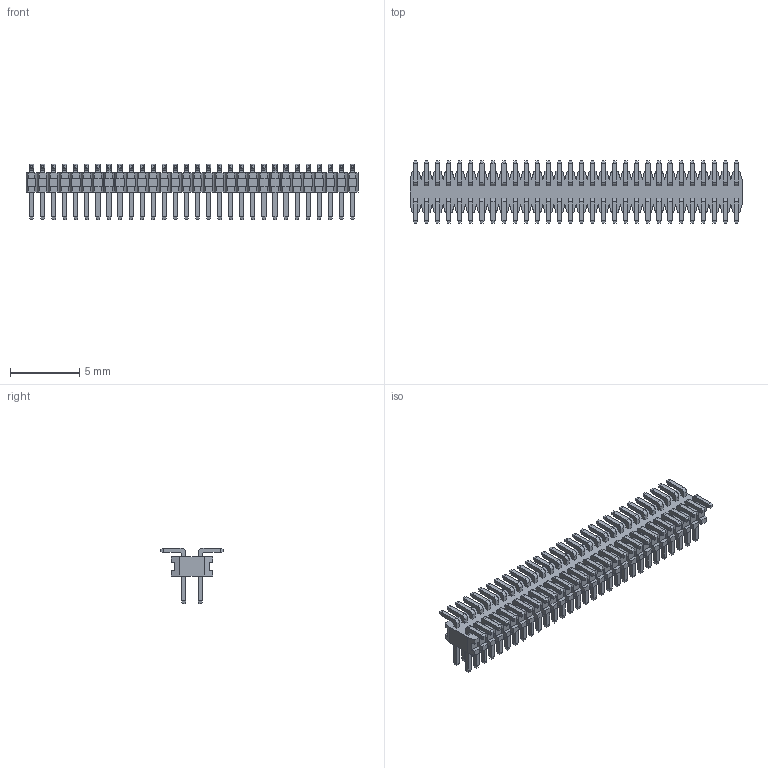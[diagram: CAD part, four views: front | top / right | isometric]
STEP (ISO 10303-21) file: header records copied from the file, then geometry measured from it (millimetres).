
FILE_DESCRIPTION((''),'2;1');
FILE_NAME('FPH08002-D28S1014030105M','2024-03-25T',('工程三'),(''),'PRO/ENGINEER BY PARAMETRIC TECHNOLOGY CORPORATION, 2010280','PRO/ENGINEER BY PARAMETRIC TECHNOLOGY CORPORATION, 2010280','');
FILE_SCHEMA(('CONFIG_CONTROL_DESIGN'));
Length unit declared in the file: millimetre
Products named in the file (1): FPH08002-D28S1014030105M
Bounding box: 24 x 4.5 x 4 mm (x, y, z)
Volume: 108.1 mm3; surface area: 566.4 mm2
Topology: 1 solids, 1 shells, 1744 faces, 4386 edges, 2764 vertices
Faces by surface type: plane 1624, cylinder 120
Entity records: 50708 total; most frequent: CARTESIAN_POINT 8894, ORIENTED_EDGE 8772, DIRECTION 8114, EDGE_CURVE 4386, VECTOR 4146, LINE 4146, VERTEX_POINT 2764, AXIS2_PLACEMENT_3D 1984
